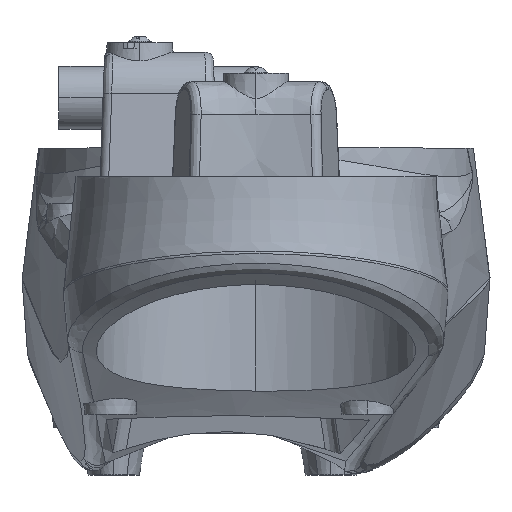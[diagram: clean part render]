
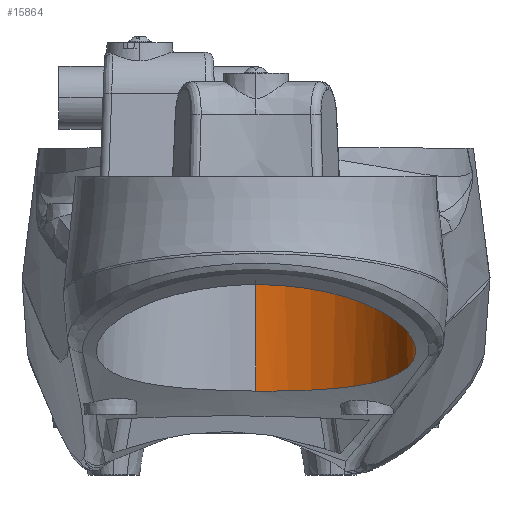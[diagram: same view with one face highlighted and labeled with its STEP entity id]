
A CAD part, top view. The second image highlights one B-rep face of the part: STEP entity #15864.
In plain terms, the highlighted cylindrical face has radius 56 mm (diameter 112 mm), a partial arc.
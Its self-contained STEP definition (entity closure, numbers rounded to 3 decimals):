
#362 = CARTESIAN_POINT ( 'NONE',  ( 188.696, -136.267, 1100.52 ) ) ;
#482 = CARTESIAN_POINT ( 'NONE',  ( 205.943, -153.344, 1057.32 ) ) ;
#590 = CARTESIAN_POINT ( 'NONE',  ( 168.596, -166.129, 1007.043 ) ) ;
#703 = CARTESIAN_POINT ( 'NONE',  ( 157.55, -129.49, 1115.615 ) ) ;
#822 = CARTESIAN_POINT ( 'NONE',  ( 204.511, -156.866, 1046.683 ) ) ;
#2525 = EDGE_CURVE ( 'NONE', #29467, #3658, #20109, .T. ) ;
#3000 = CARTESIAN_POINT ( 'NONE',  ( 201.581, -159.432, 1038.121 ) ) ;
#3107 = CARTESIAN_POINT ( 'NONE',  ( 175.349, -132.006, 1110.072 ) ) ;
#3229 = CARTESIAN_POINT ( 'NONE',  ( 153.803, -166.435, 1004.097 ) ) ;
#3349 = CARTESIAN_POINT ( 'NONE',  ( 176.337, -165.626, 1010.571 ) ) ;
#3458 = CARTESIAN_POINT ( 'NONE',  ( 200.333, -142.972, 1084.799 ) ) ;
#3658 = VERTEX_POINT ( 'NONE', #11800 ) ;
#3981 = ORIENTED_EDGE ( 'NONE', *, *, #2525, .F. ) ;
#4997 = CARTESIAN_POINT ( 'NONE',  ( 150., -109.5, 1116. ) ) ;
#5341 = LINE ( 'NONE', #4997, #13553 ) ;
#5612 = CARTESIAN_POINT ( 'NONE',  ( 199.178, -160.809, 1033.15 ) ) ;
#5732 = CARTESIAN_POINT ( 'NONE',  ( 193.059, -163.086, 1023.999 ) ) ;
#5850 = CARTESIAN_POINT ( 'NONE',  ( 198.677, -141.679, 1087.915 ) ) ;
#5955 = CARTESIAN_POINT ( 'NONE',  ( 172.931, -165.871, 1008.901 ) ) ;
#6069 = CARTESIAN_POINT ( 'NONE',  ( 195.329, -162.409, 1026.914 ) ) ;
#8095 = CARTESIAN_POINT ( 'NONE',  ( 150., -109.5, 1004. ) ) ;
#8249 = CARTESIAN_POINT ( 'NONE',  ( 189.141, -163.945, 1019.939 ) ) ;
#8355 = CARTESIAN_POINT ( 'NONE',  ( 191.212, -137.388, 1097.958 ) ) ;
#8461 = CARTESIAN_POINT ( 'NONE',  ( 175.495, -165.693, 1010.131 ) ) ;
#8580 = CARTESIAN_POINT ( 'NONE',  ( 187.082, -164.328, 1018.027 ) ) ;
#8702 = CARTESIAN_POINT ( 'NONE',  ( 164.869, -130.213, 1114.023 ) ) ;
#10649 = DIRECTION ( 'NONE',  ( 0., 0., -1. ) ) ;
#10655 = CARTESIAN_POINT ( 'NONE',  ( 150., -129.322, 1116. ) ) ;
#10881 = CARTESIAN_POINT ( 'NONE',  ( 167.568, -130.595, 1113.181 ) ) ;
#11001 = CARTESIAN_POINT ( 'NONE',  ( 196.22, -140.108, 1091.63 ) ) ;
#11121 = CARTESIAN_POINT ( 'NONE',  ( 205.936, -150.853, 1064.451 ) ) ;
#11230 = CARTESIAN_POINT ( 'NONE',  ( 170.216, -131.027, 1112.232 ) ) ;
#11339 = CARTESIAN_POINT ( 'NONE',  ( 182.37, -133.967, 1105.706 ) ) ;
#11564 = EDGE_CURVE ( 'NONE', #29467, #23418, #29833, .T. ) ;
#11800 = CARTESIAN_POINT ( 'NONE',  ( 150., -115.5, 1116. ) ) ;
#12588 = CARTESIAN_POINT ( 'NONE',  ( 153.812, -129.317, 1116. ) ) ;
#12746 = DIRECTION ( 'NONE',  ( 0., 0., -1. ) ) ;
#12963 = VERTEX_POINT ( 'NONE', #13891 ) ;
#13515 = CARTESIAN_POINT ( 'NONE',  ( 202.974, -145.61, 1078.245 ) ) ;
#13553 = VECTOR ( 'NONE', #15829, 1000. ) ;
#13631 = CARTESIAN_POINT ( 'NONE',  ( 203.552, -157.94, 1043.222 ) ) ;
#13739 = CARTESIAN_POINT ( 'NONE',  ( 206., -152.726, 1059.112 ) ) ;
#13855 = CARTESIAN_POINT ( 'NONE',  ( 205.893, -153.652, 1056.419 ) ) ;
#13891 = CARTESIAN_POINT ( 'NONE',  ( 150., -129.322, 1116. ) ) ;
#13976 = CARTESIAN_POINT ( 'NONE',  ( 194.098, -138.871, 1094.527 ) ) ;
#14080 = DIRECTION ( 'NONE',  ( 0., -1., 0. ) ) ;
#14389 = ORIENTED_EDGE ( 'NONE', *, *, #11564, .T. ) ;
#14428 = CARTESIAN_POINT ( 'NONE',  ( 151.903, -166.435, 1004. ) ) ;
#14828 = AXIS2_PLACEMENT_3D ( 'NONE', #31758, #16117, #10649 ) ;
#15829 = DIRECTION ( 'NONE',  ( 0., -1., 0. ) ) ;
#15864 = ADVANCED_FACE ( 'NONE', ( #17267 ), #27944, .F. ) ;
#16014 = CARTESIAN_POINT ( 'NONE',  ( 168.46, -130.733, 1112.878 ) ) ;
#16117 = DIRECTION ( 'NONE',  ( 0., -1., 0. ) ) ;
#16122 = CARTESIAN_POINT ( 'NONE',  ( 185.288, -134.953, 1103.492 ) ) ;
#16123 = CARTESIAN_POINT ( 'NONE',  ( 150., -166.422, 1004. ) ) ;
#16236 = CARTESIAN_POINT ( 'NONE',  ( 178.812, -165.414, 1011.944 ) ) ;
#16470 = CARTESIAN_POINT ( 'NONE',  ( 205.677, -154.561, 1053.735 ) ) ;
#17267 = FACE_OUTER_BOUND ( 'NONE', #33895, .T. ) ;
#17780 = CARTESIAN_POINT ( 'NONE',  ( 150., -115.5, 1060. ) ) ;
#18497 = EDGE_CURVE ( 'NONE', #12963, #23418, #21670, .T. ) ;
#18648 = CARTESIAN_POINT ( 'NONE',  ( 200.83, -159.912, 1036.428 ) ) ;
#18770 = CARTESIAN_POINT ( 'NONE',  ( 205.449, -155.15, 1051.961 ) ) ;
#18888 = CARTESIAN_POINT ( 'NONE',  ( 165.014, -166.263, 1005.918 ) ) ;
#19001 = CARTESIAN_POINT ( 'NONE',  ( 184.952, -164.677, 1016.207 ) ) ;
#19105 = CARTESIAN_POINT ( 'NONE',  ( 192.405, -137.969, 1096.62 ) ) ;
#19526 = VECTOR ( 'NONE', #14080, 1000. ) ;
#20048 = EDGE_CURVE ( 'NONE', #3658, #12963, #5341, .T. ) ;
#20109 = CIRCLE ( 'NONE', #25850, 56. ) ;
#21277 = CARTESIAN_POINT ( 'NONE',  ( 178.572, -132.805, 1108.303 ) ) ;
#21399 = CARTESIAN_POINT ( 'NONE',  ( 205.544, -149.571, 1067.954 ) ) ;
#21509 = CARTESIAN_POINT ( 'NONE',  ( 163.053, -130., 1114.49 ) ) ;
#21629 = CARTESIAN_POINT ( 'NONE',  ( 204.026, -146.944, 1074.845 ) ) ;
#21670 = B_SPLINE_CURVE_WITH_KNOTS ( 'NONE', 3,
 ( #10655, #12588, #703, #21509, #8702, #10881, #16014, #11230, #29345, #3107, #21277, #11339, #32230, #24039, #16122, #27041, #362, #8355, #19105, #13976, #26698, #23928, #11001, #5850, #3458, #29236, #13515, #21629, #31873, #21399, #11121, #29700, #13739, #482, #13855, #16470, #18770, #822, #13631, #3000, #18648, #5612, #32125, #6069, #5732, #26576, #8249, #21752, #8580, #19001, #29465, #31997, #16236, #3349, #8461, #26809, #5955, #590, #18888, #24280, #26920, #29586, #24384, #3229, #14428, #30274 ),
 .UNSPECIFIED., .F., .F.,
 ( 4, 2, 2, 2, 2, 2, 2, 2, 2, 2, 2, 2, 2, 2, 2, 2, 2, 2, 2, 2, 2, 2, 2, 2, 2, 2, 2, 2, 2, 2, 2, 2, 4 ),
 ( 0.18, 0.191, 0.197, 0.2, 0.203, 0.214, 0.217, 0.22, 0.225, 0.231, 0.234, 0.236, 0.248, 0.253, 0.259, 0.27, 0.273, 0.276, 0.282, 0.293, 0.298, 0.304, 0.315, 0.318, 0.321, 0.327, 0.332, 0.335, 0.338, 0.349, 0.352, 0.355, 0.36 ),
 .UNSPECIFIED. ) ;
#21752 = CARTESIAN_POINT ( 'NONE',  ( 187.778, -164.205, 1018.652 ) ) ;
#23058 = DIRECTION ( 'NONE',  ( 0., -1., 0. ) ) ;
#23234 = ORIENTED_EDGE ( 'NONE', *, *, #20048, .F. ) ;
#23418 = VERTEX_POINT ( 'NONE', #16123 ) ;
#23928 = CARTESIAN_POINT ( 'NONE',  ( 195.709, -139.795, 1092.365 ) ) ;
#24039 = CARTESIAN_POINT ( 'NONE',  ( 184.576, -134.701, 1104.06 ) ) ;
#24280 = CARTESIAN_POINT ( 'NONE',  ( 160.395, -166.363, 1004.965 ) ) ;
#24384 = CARTESIAN_POINT ( 'NONE',  ( 156.641, -166.416, 1004.387 ) ) ;
#25159 = CARTESIAN_POINT ( 'NONE',  ( 150., -115.5, 1004. ) ) ;
#25850 = AXIS2_PLACEMENT_3D ( 'NONE', #17780, #23058, #12746 ) ;
#26282 = ORIENTED_EDGE ( 'NONE', *, *, #18497, .F. ) ;
#26576 = CARTESIAN_POINT ( 'NONE',  ( 189.809, -163.808, 1020.603 ) ) ;
#26698 = CARTESIAN_POINT ( 'NONE',  ( 194.647, -139.176, 1093.814 ) ) ;
#26809 = CARTESIAN_POINT ( 'NONE',  ( 173.79, -165.815, 1009.296 ) ) ;
#26920 = CARTESIAN_POINT ( 'NONE',  ( 159.464, -166.379, 1004.797 ) ) ;
#27041 = CARTESIAN_POINT ( 'NONE',  ( 187.373, -135.728, 1101.744 ) ) ;
#27944 = CYLINDRICAL_SURFACE ( 'NONE', #14828, 56. ) ;
#29236 = CARTESIAN_POINT ( 'NONE',  ( 202.37, -144.945, 1079.912 ) ) ;
#29345 = CARTESIAN_POINT ( 'NONE',  ( 171.081, -131.182, 1111.889 ) ) ;
#29465 = CARTESIAN_POINT ( 'NONE',  ( 183.474, -164.884, 1015.067 ) ) ;
#29467 = VERTEX_POINT ( 'NONE', #25159 ) ;
#29586 = CARTESIAN_POINT ( 'NONE',  ( 157.587, -166.406, 1004.508 ) ) ;
#29700 = CARTESIAN_POINT ( 'NONE',  ( 206.007, -152.415, 1060.004 ) ) ;
#29833 = LINE ( 'NONE', #8095, #19526 ) ;
#30274 = CARTESIAN_POINT ( 'NONE',  ( 150., -166.422, 1004. ) ) ;
#31758 = CARTESIAN_POINT ( 'NONE',  ( 150., -109.5, 1060. ) ) ;
#31873 = CARTESIAN_POINT ( 'NONE',  ( 204.467, -147.606, 1073.132 ) ) ;
#31997 = CARTESIAN_POINT ( 'NONE',  ( 180.404, -165.252, 1012.935 ) ) ;
#32125 = CARTESIAN_POINT ( 'NONE',  ( 198.274, -161.23, 1031.557 ) ) ;
#32230 = CARTESIAN_POINT ( 'NONE',  ( 183.118, -134.208, 1105.167 ) ) ;
#33895 = EDGE_LOOP ( 'NONE', ( #23234, #3981, #14389, #26282 ) ) ;
